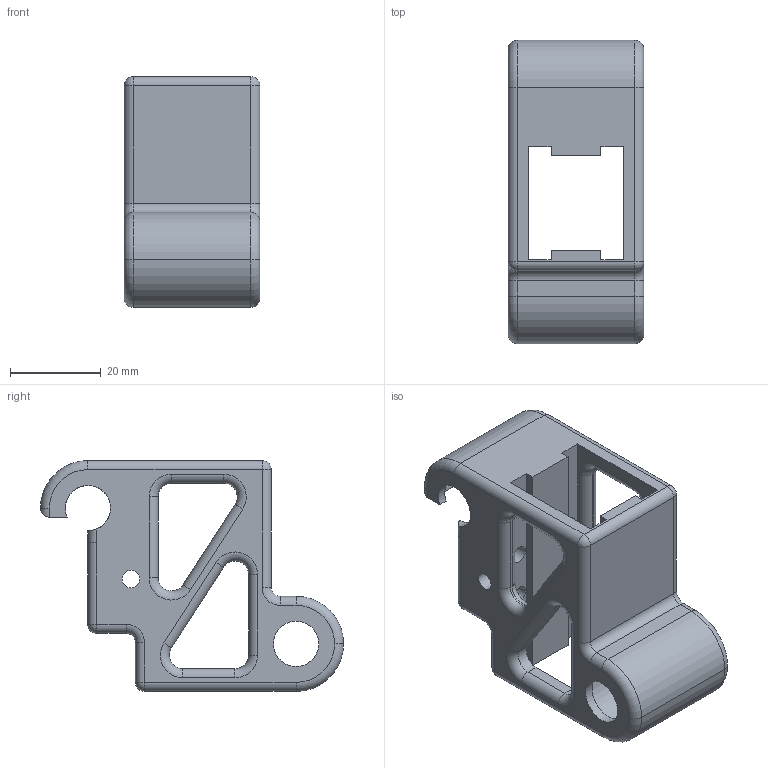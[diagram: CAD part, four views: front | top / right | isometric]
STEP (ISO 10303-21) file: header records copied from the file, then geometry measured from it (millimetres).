
FILE_DESCRIPTION(/* description */ (''),/* implementation_level */ '2;1');
FILE_NAME(/* name */ 'pen-Holder-Holder v24.step',/* time_stamp */ '2024-08-25T17:34:24+02:00',/* author */ (''),/* organization */ (''),/* preprocessor_version */ 'ST-DEVELOPER v20',/* originating_system */ 'Autodesk Translation Framework v13.14.0.145',/* authorisation */ '');
FILE_SCHEMA (('AUTOMOTIVE_DESIGN { 1 0 10303 214 3 1 1 }'));
Length unit declared in the file: millimetre
Products named in the file (1): pen-Holder-Holder
Bounding box: 30 x 67 x 51 mm (x, y, z)
Volume: 28704.5 mm3; surface area: 16286.4 mm2
Topology: 1 solids, 1 shells, 145 faces, 342 edges, 200 vertices
Faces by surface type: cylinder 70, plane 38, torus 31, sphere 6
Full cylindrical faces by diameter (mm): 3.9 x5, 10 x1, 15.3 x1
Entity records: 4221 total; most frequent: DIRECTION 798, CARTESIAN_POINT 706, ORIENTED_EDGE 684, EDGE_CURVE 342, AXIS2_PLACEMENT_3D 312, VERTEX_POINT 200, LINE 174, VECTOR 174
